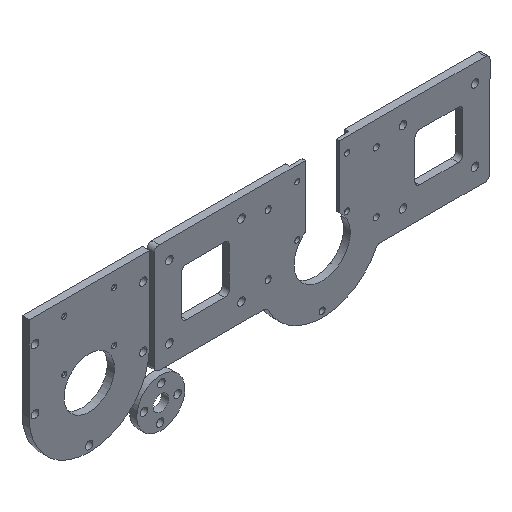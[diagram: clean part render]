
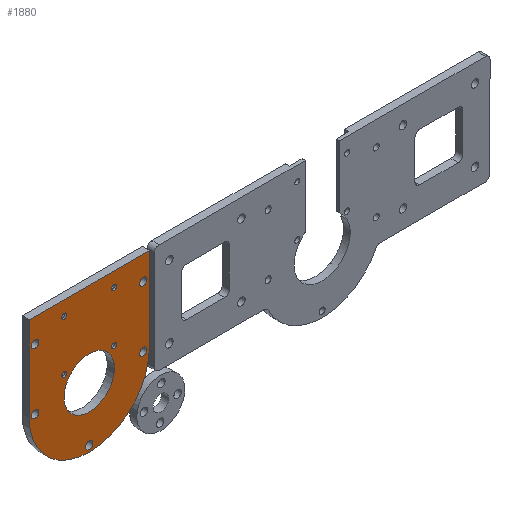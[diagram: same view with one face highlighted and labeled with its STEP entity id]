
A CAD part, isometric view. The second image highlights one B-rep face of the part: STEP entity #1880.
In plain terms, the highlighted planar face has unit normal (0, -1, 0).
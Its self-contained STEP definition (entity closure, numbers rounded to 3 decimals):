
#49=FACE_BOUND('',#285,.T.);
#50=FACE_BOUND('',#286,.T.);
#51=FACE_BOUND('',#287,.T.);
#52=FACE_BOUND('',#288,.T.);
#53=FACE_BOUND('',#289,.T.);
#54=FACE_BOUND('',#290,.T.);
#55=FACE_BOUND('',#291,.T.);
#56=FACE_BOUND('',#292,.T.);
#57=FACE_BOUND('',#293,.T.);
#58=FACE_BOUND('',#294,.T.);
#115=PLANE('',#2084);
#171=FACE_OUTER_BOUND('',#284,.T.);
#284=EDGE_LOOP('',(#1363,#1364,#1365,#1366));
#285=EDGE_LOOP('',(#1367));
#286=EDGE_LOOP('',(#1368));
#287=EDGE_LOOP('',(#1369));
#288=EDGE_LOOP('',(#1370));
#289=EDGE_LOOP('',(#1371));
#290=EDGE_LOOP('',(#1372));
#291=EDGE_LOOP('',(#1373));
#292=EDGE_LOOP('',(#1374));
#293=EDGE_LOOP('',(#1375));
#294=EDGE_LOOP('',(#1376));
#432=LINE('',#2945,#577);
#437=LINE('',#2959,#582);
#440=LINE('',#2964,#585);
#577=VECTOR('',#2367,10.);
#582=VECTOR('',#2380,10.);
#585=VECTOR('',#2385,10.);
#709=CIRCLE('',#2033,1.55);
#711=CIRCLE('',#2036,1.55);
#713=CIRCLE('',#2039,1.55);
#715=CIRCLE('',#2042,1.55);
#717=CIRCLE('',#2045,1.55);
#721=CIRCLE('',#2052,1.05);
#725=CIRCLE('',#2059,1.05);
#729=CIRCLE('',#2066,1.05);
#733=CIRCLE('',#2073,1.05);
#735=CIRCLE('',#2076,10.5);
#736=CIRCLE('',#2079,25.);
#829=VERTEX_POINT('',#2857);
#831=VERTEX_POINT('',#2863);
#833=VERTEX_POINT('',#2869);
#835=VERTEX_POINT('',#2875);
#837=VERTEX_POINT('',#2881);
#841=VERTEX_POINT('',#2894);
#845=VERTEX_POINT('',#2907);
#849=VERTEX_POINT('',#2920);
#853=VERTEX_POINT('',#2933);
#855=VERTEX_POINT('',#2939);
#856=VERTEX_POINT('',#2943);
#857=VERTEX_POINT('',#2944);
#860=VERTEX_POINT('',#2952);
#862=VERTEX_POINT('',#2958);
#1006=EDGE_CURVE('',#829,#829,#709,.T.);
#1009=EDGE_CURVE('',#831,#831,#711,.T.);
#1012=EDGE_CURVE('',#833,#833,#713,.T.);
#1015=EDGE_CURVE('',#835,#835,#715,.T.);
#1018=EDGE_CURVE('',#837,#837,#717,.T.);
#1024=EDGE_CURVE('',#841,#841,#721,.T.);
#1030=EDGE_CURVE('',#845,#845,#725,.T.);
#1036=EDGE_CURVE('',#849,#849,#729,.T.);
#1042=EDGE_CURVE('',#853,#853,#733,.T.);
#1045=EDGE_CURVE('',#855,#855,#735,.T.);
#1046=EDGE_CURVE('',#856,#857,#432,.T.);
#1050=EDGE_CURVE('',#860,#856,#736,.T.);
#1053=EDGE_CURVE('',#862,#860,#437,.T.);
#1056=EDGE_CURVE('',#857,#862,#440,.T.);
#1363=ORIENTED_EDGE('',*,*,#1056,.F.);
#1364=ORIENTED_EDGE('',*,*,#1046,.F.);
#1365=ORIENTED_EDGE('',*,*,#1050,.F.);
#1366=ORIENTED_EDGE('',*,*,#1053,.F.);
#1367=ORIENTED_EDGE('',*,*,#1006,.T.);
#1368=ORIENTED_EDGE('',*,*,#1009,.T.);
#1369=ORIENTED_EDGE('',*,*,#1012,.T.);
#1370=ORIENTED_EDGE('',*,*,#1015,.T.);
#1371=ORIENTED_EDGE('',*,*,#1018,.T.);
#1372=ORIENTED_EDGE('',*,*,#1024,.T.);
#1373=ORIENTED_EDGE('',*,*,#1030,.T.);
#1374=ORIENTED_EDGE('',*,*,#1036,.T.);
#1375=ORIENTED_EDGE('',*,*,#1042,.T.);
#1376=ORIENTED_EDGE('',*,*,#1045,.T.);
#1880=ADVANCED_FACE('',(#171,#49,#50,#51,#52,#53,#54,#55,#56,#57,#58),#115,
 .F.);
#2033=AXIS2_PLACEMENT_3D('',#2859,#2264,#2265);
#2036=AXIS2_PLACEMENT_3D('',#2865,#2271,#2272);
#2039=AXIS2_PLACEMENT_3D('',#2871,#2278,#2279);
#2042=AXIS2_PLACEMENT_3D('',#2877,#2285,#2286);
#2045=AXIS2_PLACEMENT_3D('',#2883,#2292,#2293);
#2052=AXIS2_PLACEMENT_3D('',#2896,#2308,#2309);
#2059=AXIS2_PLACEMENT_3D('',#2909,#2324,#2325);
#2066=AXIS2_PLACEMENT_3D('',#2922,#2340,#2341);
#2073=AXIS2_PLACEMENT_3D('',#2935,#2356,#2357);
#2076=AXIS2_PLACEMENT_3D('',#2941,#2363,#2364);
#2079=AXIS2_PLACEMENT_3D('',#2953,#2373,#2374);
#2084=AXIS2_PLACEMENT_3D('',#2967,#2389,#2390);
#2264=DIRECTION('center_axis',(0.,1.,0.));
#2265=DIRECTION('ref_axis',(1.,0.,0.));
#2271=DIRECTION('center_axis',(0.,1.,0.));
#2272=DIRECTION('ref_axis',(1.,0.,0.));
#2278=DIRECTION('center_axis',(0.,1.,0.));
#2279=DIRECTION('ref_axis',(1.,0.,0.));
#2285=DIRECTION('center_axis',(0.,1.,0.));
#2286=DIRECTION('ref_axis',(1.,0.,0.));
#2292=DIRECTION('center_axis',(0.,1.,0.));
#2293=DIRECTION('ref_axis',(1.,0.,0.));
#2308=DIRECTION('center_axis',(0.,1.,0.));
#2309=DIRECTION('ref_axis',(1.,0.,0.));
#2324=DIRECTION('center_axis',(0.,1.,0.));
#2325=DIRECTION('ref_axis',(1.,0.,0.));
#2340=DIRECTION('center_axis',(0.,1.,0.));
#2341=DIRECTION('ref_axis',(1.,0.,0.));
#2356=DIRECTION('center_axis',(0.,1.,0.));
#2357=DIRECTION('ref_axis',(1.,0.,0.));
#2363=DIRECTION('center_axis',(0.,1.,0.));
#2364=DIRECTION('ref_axis',(1.,0.,0.));
#2367=DIRECTION('',(0.,0.,1.));
#2373=DIRECTION('center_axis',(0.,1.,0.));
#2374=DIRECTION('ref_axis',(-1.,0.,0.));
#2380=DIRECTION('',(0.,0.,-1.));
#2385=DIRECTION('',(1.,0.,0.));
#2389=DIRECTION('center_axis',(0.,1.,0.));
#2390=DIRECTION('ref_axis',(0.,0.,1.));
#2857=CARTESIAN_POINT('',(20.95,0.,12.615));
#2859=CARTESIAN_POINT('Origin',(22.5,0.,12.615));
#2863=CARTESIAN_POINT('',(20.95,0.,-12.615));
#2865=CARTESIAN_POINT('Origin',(22.5,0.,-12.615));
#2869=CARTESIAN_POINT('',(-24.05,0.,-12.615));
#2871=CARTESIAN_POINT('Origin',(-22.5,0.,-12.615));
#2875=CARTESIAN_POINT('',(-1.55,0.,-35.115));
#2877=CARTESIAN_POINT('Origin',(0.,0.,-35.115));
#2881=CARTESIAN_POINT('',(-24.05,0.,12.615));
#2883=CARTESIAN_POINT('Origin',(-22.5,0.,12.615));
#2894=CARTESIAN_POINT('',(9.315,0.,16.615));
#2896=CARTESIAN_POINT('Origin',(10.365,0.,16.615));
#2907=CARTESIAN_POINT('',(-11.415,0.,-4.385));
#2909=CARTESIAN_POINT('Origin',(-10.365,0.,-4.385));
#2920=CARTESIAN_POINT('',(9.315,0.,-4.385));
#2922=CARTESIAN_POINT('Origin',(10.365,0.,-4.385));
#2933=CARTESIAN_POINT('',(-11.415,0.,16.615));
#2935=CARTESIAN_POINT('Origin',(-10.365,0.,16.615));
#2939=CARTESIAN_POINT('',(-10.5,0.,-12.615));
#2941=CARTESIAN_POINT('Origin',(0.,0.,-12.615));
#2943=CARTESIAN_POINT('',(-25.,0.,-12.615));
#2944=CARTESIAN_POINT('',(-25.,0.,22.615));
#2945=CARTESIAN_POINT('',(-25.,0.,-12.615));
#2952=CARTESIAN_POINT('',(25.,0.,-12.615));
#2953=CARTESIAN_POINT('Origin',(0.,0.,-12.615));
#2958=CARTESIAN_POINT('',(25.,0.,22.615));
#2959=CARTESIAN_POINT('',(25.,0.,22.615));
#2964=CARTESIAN_POINT('',(-25.,0.,22.615));
#2967=CARTESIAN_POINT('Origin',(0.,0.,-7.5));
